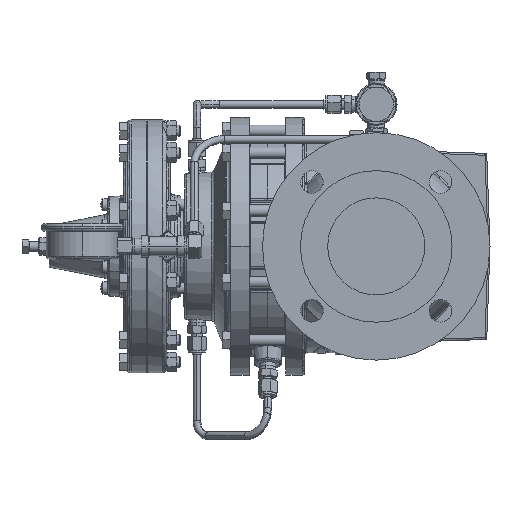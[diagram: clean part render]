
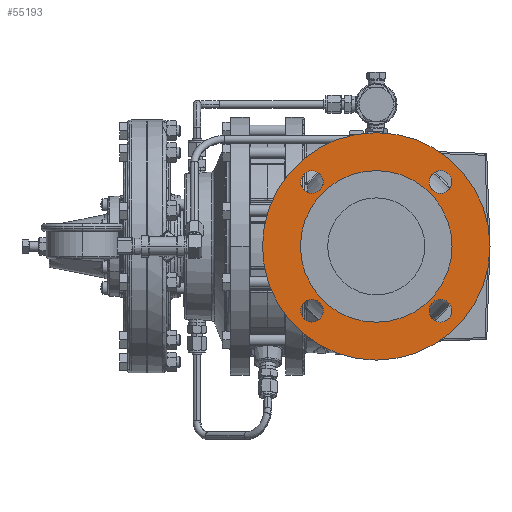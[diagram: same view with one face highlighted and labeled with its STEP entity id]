
A CAD part, left-side view. The second image highlights one B-rep face of the part: STEP entity #55193.
In plain terms, the highlighted planar face has unit normal (-1, 0, 0).
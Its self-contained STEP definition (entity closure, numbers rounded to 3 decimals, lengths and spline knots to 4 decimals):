
#97 = CARTESIAN_POINT ( 'NONE',  ( -6.0315, 2.1213, -2.1213 ) ) ;
#2048 = AXIS2_PLACEMENT_3D ( 'NONE', #8979, #107779, #23181 ) ;
#5468 = CIRCLE ( 'NONE', #2048, 0.375 ) ;
#5976 = VERTEX_POINT ( 'NONE', #22390 ) ;
#7175 = DIRECTION ( 'NONE',  ( 1., 0., 0. ) ) ;
#7750 = CARTESIAN_POINT ( 'NONE',  ( -6.0315, 2.1213, -2.4963 ) ) ;
#8979 = CARTESIAN_POINT ( 'NONE',  ( -6.0315, -2.1213, 2.1213 ) ) ;
#9437 = CARTESIAN_POINT ( 'NONE',  ( -6.0315, 2.1213, 2.1213 ) ) ;
#10986 = CIRCLE ( 'NONE', #34835, 3.75 ) ;
#12573 = EDGE_CURVE ( 'NONE', #60434, #25122, #80869, .T. ) ;
#13788 = VERTEX_POINT ( 'NONE', #106512 ) ;
#14252 = DIRECTION ( 'NONE',  ( 0., 0., 1. ) ) ;
#18362 = ORIENTED_EDGE ( 'NONE', *, *, #119589, .T. ) ;
#19628 = AXIS2_PLACEMENT_3D ( 'NONE', #166918, #68273, #124329 ) ;
#20932 = AXIS2_PLACEMENT_3D ( 'NONE', #138154, #83345, #140169 ) ;
#21146 = CIRCLE ( 'NONE', #133174, 0.375 ) ;
#22390 = CARTESIAN_POINT ( 'NONE',  ( -6.0315, -2.1213, 2.4963 ) ) ;
#23181 = DIRECTION ( 'NONE',  ( 0., 0., 1. ) ) ;
#23519 = EDGE_CURVE ( 'NONE', #60837, #138369, #21146, .T. ) ;
#23745 = CARTESIAN_POINT ( 'NONE',  ( -6.0315, 0., 0. ) ) ;
#24963 = CARTESIAN_POINT ( 'NONE',  ( -6.0315, 0., 0. ) ) ;
#25039 = ORIENTED_EDGE ( 'NONE', *, *, #167440, .T. ) ;
#25122 = VERTEX_POINT ( 'NONE', #60962 ) ;
#25726 = DIRECTION ( 'NONE',  ( 1., 0., 0. ) ) ;
#26660 = CARTESIAN_POINT ( 'NONE',  ( -6.0315, -2.1213, 1.7463 ) ) ;
#28230 = CIRCLE ( 'NONE', #44447, 2.5 ) ;
#28232 = DIRECTION ( 'NONE',  ( 1., 0., 0. ) ) ;
#28795 = CARTESIAN_POINT ( 'NONE',  ( -6.0315, 3.75, 0. ) ) ;
#29415 = AXIS2_PLACEMENT_3D ( 'NONE', #91764, #7175, #106021 ) ;
#29611 = CARTESIAN_POINT ( 'NONE',  ( -6.0315, 2.1213, -1.7463 ) ) ;
#31201 = ORIENTED_EDGE ( 'NONE', *, *, #58050, .T. ) ;
#34819 = DIRECTION ( 'NONE',  ( 0., 0., 1. ) ) ;
#34835 = AXIS2_PLACEMENT_3D ( 'NONE', #76101, #174686, #90202 ) ;
#37909 = DIRECTION ( 'NONE',  ( 1., 0., 0. ) ) ;
#38012 = DIRECTION ( 'NONE',  ( 0., 0., 1. ) ) ;
#41882 = EDGE_LOOP ( 'NONE', ( #95456, #145625 ) ) ;
#42576 = EDGE_CURVE ( 'NONE', #138369, #60837, #174834, .T. ) ;
#43479 = AXIS2_PLACEMENT_3D ( 'NONE', #110324, #25726, #124466 ) ;
#43506 = CARTESIAN_POINT ( 'NONE',  ( -6.0315, 2.1213, 2.4963 ) ) ;
#44447 = AXIS2_PLACEMENT_3D ( 'NONE', #47953, #146706, #62146 ) ;
#45268 = CARTESIAN_POINT ( 'NONE',  ( -6.0315, -2.1213, -2.1213 ) ) ;
#47953 = CARTESIAN_POINT ( 'NONE',  ( -6.0315, 0., 0. ) ) ;
#49971 = FACE_OUTER_BOUND ( 'NONE', #166308, .T. ) ;
#50089 = VERTEX_POINT ( 'NONE', #29611 ) ;
#51486 = CIRCLE ( 'NONE', #29415, 0.375 ) ;
#54375 = FACE_BOUND ( 'NONE', #57532, .T. ) ;
#54971 = VERTEX_POINT ( 'NONE', #7750 ) ;
#55193 = ADVANCED_FACE ( 'NONE', ( #162575, #54375, #129428, #124953, #87443, #49971 ), #152134, .T. ) ;
#57532 = EDGE_LOOP ( 'NONE', ( #175159, #31201 ) ) ;
#58050 = EDGE_CURVE ( 'NONE', #139325, #5976, #82515, .T. ) ;
#59418 = DIRECTION ( 'NONE',  ( 0., 0., 1. ) ) ;
#60434 = VERTEX_POINT ( 'NONE', #174403 ) ;
#60837 = VERTEX_POINT ( 'NONE', #43506 ) ;
#60962 = CARTESIAN_POINT ( 'NONE',  ( -6.0315, 0., -2.5 ) ) ;
#62146 = DIRECTION ( 'NONE',  ( 0., 0., 1. ) ) ;
#63339 = CARTESIAN_POINT ( 'NONE',  ( -6.0315, -2.1213, -1.7463 ) ) ;
#68273 = DIRECTION ( 'NONE',  ( 1., 0., 0. ) ) ;
#69343 = EDGE_LOOP ( 'NONE', ( #92198, #82162 ) ) ;
#76101 = CARTESIAN_POINT ( 'NONE',  ( -6.0315, 0., 0. ) ) ;
#80869 = CIRCLE ( 'NONE', #20932, 2.5 ) ;
#81428 = ORIENTED_EDGE ( 'NONE', *, *, #101453, .F. ) ;
#81774 = DIRECTION ( 'NONE',  ( 0., 0., 1. ) ) ;
#82162 = ORIENTED_EDGE ( 'NONE', *, *, #118698, .T. ) ;
#82515 = CIRCLE ( 'NONE', #129959, 0.375 ) ;
#83345 = DIRECTION ( 'NONE',  ( -1., 0., 0. ) ) ;
#85286 = AXIS2_PLACEMENT_3D ( 'NONE', #97, #98885, #14252 ) ;
#87443 = FACE_BOUND ( 'NONE', #182456, .T. ) ;
#90202 = DIRECTION ( 'NONE',  ( 0., 0., 1. ) ) ;
#91570 = VERTEX_POINT ( 'NONE', #107965 ) ;
#91764 = CARTESIAN_POINT ( 'NONE',  ( -6.0315, 2.1213, -2.1213 ) ) ;
#92198 = ORIENTED_EDGE ( 'NONE', *, *, #94700, .T. ) ;
#93103 = CIRCLE ( 'NONE', #97210, 0.375 ) ;
#94700 = EDGE_CURVE ( 'NONE', #50089, #54971, #51486, .T. ) ;
#95456 = ORIENTED_EDGE ( 'NONE', *, *, #23519, .T. ) ;
#97210 = AXIS2_PLACEMENT_3D ( 'NONE', #45268, #144002, #59418 ) ;
#98885 = DIRECTION ( 'NONE',  ( 1., 0., 0. ) ) ;
#101420 = VERTEX_POINT ( 'NONE', #28795 ) ;
#101453 = EDGE_CURVE ( 'NONE', #25122, #60434, #28230, .T. ) ;
#102181 = CIRCLE ( 'NONE', #85286, 0.375 ) ;
#106021 = DIRECTION ( 'NONE',  ( 0., 0., 1. ) ) ;
#106512 = CARTESIAN_POINT ( 'NONE',  ( -6.0315, -2.1213, -2.4963 ) ) ;
#107779 = DIRECTION ( 'NONE',  ( 1., 0., 0. ) ) ;
#107965 = CARTESIAN_POINT ( 'NONE',  ( -6.0315, -3.75, 0. ) ) ;
#110324 = CARTESIAN_POINT ( 'NONE',  ( -6.0315, -2.1213, -2.1213 ) ) ;
#112823 = CARTESIAN_POINT ( 'NONE',  ( -6.0315, -2.1213, 2.1213 ) ) ;
#118698 = EDGE_CURVE ( 'NONE', #54971, #50089, #102181, .T. ) ;
#119589 = EDGE_CURVE ( 'NONE', #13788, #180050, #93103, .T. ) ;
#122273 = ORIENTED_EDGE ( 'NONE', *, *, #158196, .T. ) ;
#122506 = DIRECTION ( 'NONE',  ( -1., 0., 0. ) ) ;
#124329 = DIRECTION ( 'NONE',  ( 0., 0., 1. ) ) ;
#124466 = DIRECTION ( 'NONE',  ( 0., 0., 1. ) ) ;
#124953 = FACE_BOUND ( 'NONE', #69343, .T. ) ;
#126934 = CIRCLE ( 'NONE', #43479, 0.375 ) ;
#126983 = DIRECTION ( 'NONE',  ( 0., 0., 1. ) ) ;
#129428 = FACE_BOUND ( 'NONE', #41882, .T. ) ;
#129959 = AXIS2_PLACEMENT_3D ( 'NONE', #112823, #28232, #126983 ) ;
#133174 = AXIS2_PLACEMENT_3D ( 'NONE', #9437, #37909, #34819 ) ;
#138154 = CARTESIAN_POINT ( 'NONE',  ( -6.0315, 0., 0. ) ) ;
#138369 = VERTEX_POINT ( 'NONE', #143999 ) ;
#139325 = VERTEX_POINT ( 'NONE', #26660 ) ;
#140169 = DIRECTION ( 'NONE',  ( 0., 0., 1. ) ) ;
#140781 = EDGE_LOOP ( 'NONE', ( #171670, #18362 ) ) ;
#143999 = CARTESIAN_POINT ( 'NONE',  ( -6.0315, 2.1213, 1.7463 ) ) ;
#144002 = DIRECTION ( 'NONE',  ( 1., 0., 0. ) ) ;
#145625 = ORIENTED_EDGE ( 'NONE', *, *, #42576, .T. ) ;
#146706 = DIRECTION ( 'NONE',  ( -1., 0., 0. ) ) ;
#150193 = EDGE_CURVE ( 'NONE', #180050, #13788, #126934, .T. ) ;
#150364 = EDGE_CURVE ( 'NONE', #5976, #139325, #5468, .T. ) ;
#152134 = PLANE ( 'NONE',  #167512 ) ;
#158196 = EDGE_CURVE ( 'NONE', #91570, #101420, #10986, .T. ) ;
#162575 = FACE_BOUND ( 'NONE', #140781, .T. ) ;
#166260 = DIRECTION ( 'NONE',  ( -1., 0., 0. ) ) ;
#166308 = EDGE_LOOP ( 'NONE', ( #25039, #122273 ) ) ;
#166918 = CARTESIAN_POINT ( 'NONE',  ( -6.0315, 2.1213, 2.1213 ) ) ;
#167440 = EDGE_CURVE ( 'NONE', #101420, #91570, #173329, .T. ) ;
#167512 = AXIS2_PLACEMENT_3D ( 'NONE', #24963, #166260, #81774 ) ;
#168031 = AXIS2_PLACEMENT_3D ( 'NONE', #23745, #122506, #38012 ) ;
#171670 = ORIENTED_EDGE ( 'NONE', *, *, #150193, .T. ) ;
#173329 = CIRCLE ( 'NONE', #168031, 3.75 ) ;
#174403 = CARTESIAN_POINT ( 'NONE',  ( -6.0315, 0., 2.5 ) ) ;
#174649 = ORIENTED_EDGE ( 'NONE', *, *, #12573, .F. ) ;
#174686 = DIRECTION ( 'NONE',  ( -1., 0., 0. ) ) ;
#174834 = CIRCLE ( 'NONE', #19628, 0.375 ) ;
#175159 = ORIENTED_EDGE ( 'NONE', *, *, #150364, .T. ) ;
#180050 = VERTEX_POINT ( 'NONE', #63339 ) ;
#182456 = EDGE_LOOP ( 'NONE', ( #174649, #81428 ) ) ;
